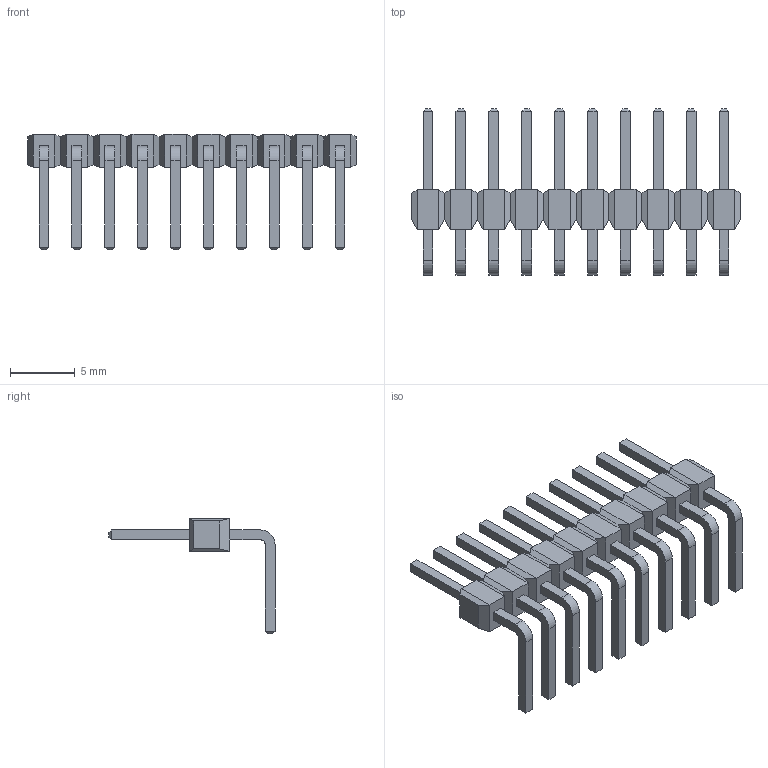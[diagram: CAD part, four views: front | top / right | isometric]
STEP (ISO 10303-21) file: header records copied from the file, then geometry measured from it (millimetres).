
FILE_DESCRIPTION(('STEP AP214'),'1');
FILE_NAME('CON10_1X10_P100RM_HDR_TYC','2025-01-31T11:37:21',(''),(''),'','','');
FILE_SCHEMA(('AUTOMOTIVE_DESIGN'));
Length unit declared in the file: millimetre
Products named in the file (1): product
Bounding box: 25.4 x 12.83 x 8.89 mm (x, y, z)
Volume: 280 mm3; surface area: 834.6 mm2
Topology: 21 solids, 21 shells, 362 faces, 764 edges, 444 vertices
Faces by surface type: plane 342, cylinder 20
Entity records: 9006 total; most frequent: DIRECTION 1530, ORIENTED_EDGE 1528, CARTESIAN_POINT 827, EDGE_CURVE 764, LINE 724, VECTOR 724, VERTEX_POINT 444, AXIS2_PLACEMENT_3D 403
